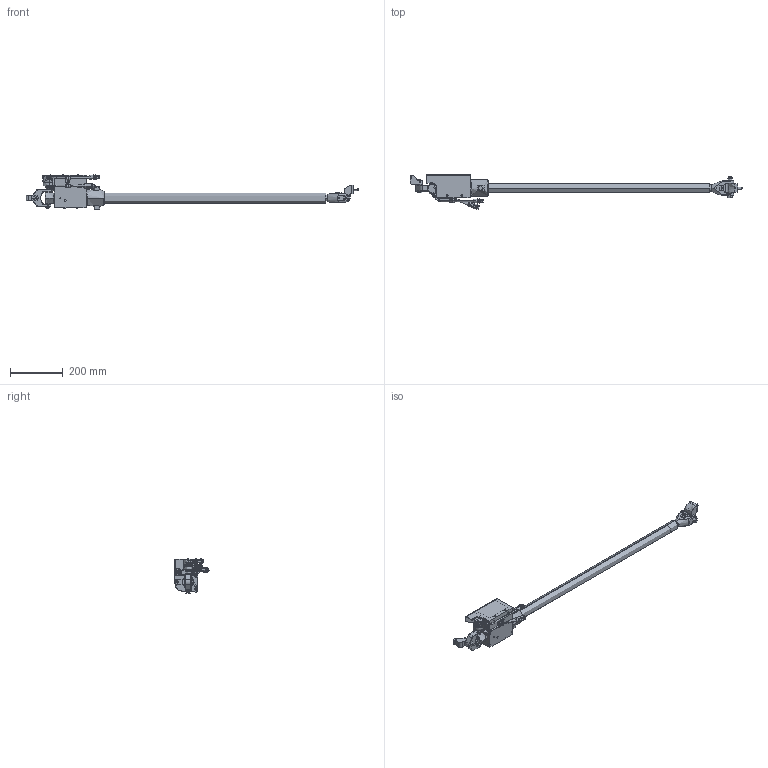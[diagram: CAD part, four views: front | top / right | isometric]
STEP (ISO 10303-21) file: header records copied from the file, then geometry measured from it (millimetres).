
FILE_DESCRIPTION((''),'2;1');
FILE_NAME('4390152379','2013-01-04T',('Tooextcsr'),(''),'PRO/ENGINEER BY PARAMETRIC TECHNOLOGY CORPORATION, 2011410','PRO/ENGINEER BY PARAMETRIC TECHNOLOGY CORPORATION, 2011410','');
FILE_SCHEMA(('CONFIG_CONTROL_DESIGN', 'GEOMETRIC_VALIDATION_PROPERTIES_MIM'));
Length unit declared in the file: millimetre
Products named in the file (1): 4390152379
Bounding box: 1264 x 131.03 x 132 mm (x, y, z)
Volume: 1323524.6 mm3
Topology: 9 solids, 83 shells, 2452 faces, 6229 edges, 3907 vertices
Faces by surface type: cylinder 887, plane 836, cone 342, torus 260, bspline 62, sphere 48, extrusion 17
Entity records: 90287 total; most frequent: CARTESIAN_POINT 19771, DIRECTION 12824, ORIENTED_EDGE 12064, EDGE_CURVE 6122, AXIS2_PLACEMENT_3D 5134, VERTEX_POINT 3926, EDGE_LOOP 2766, CIRCLE 2760
